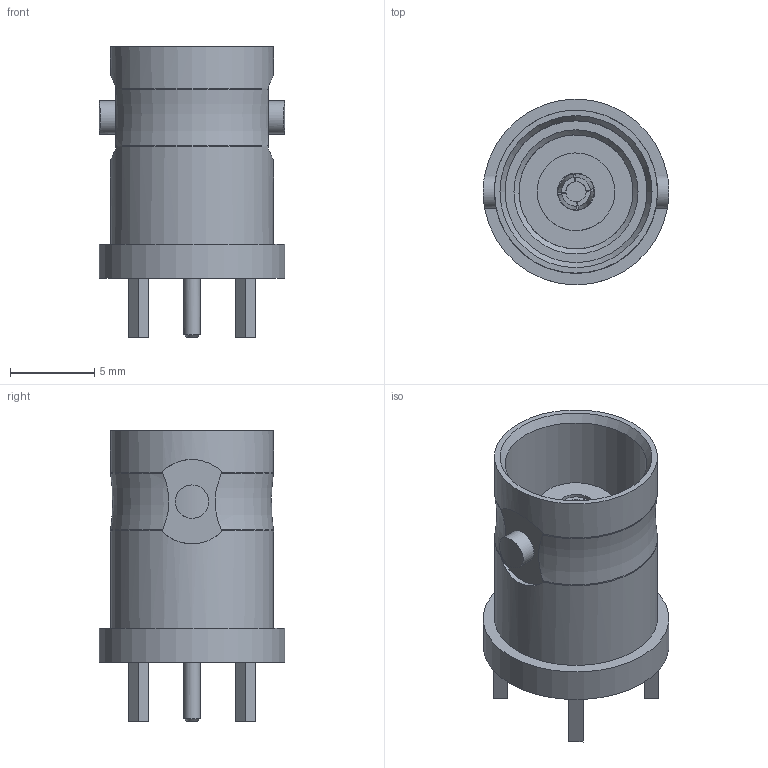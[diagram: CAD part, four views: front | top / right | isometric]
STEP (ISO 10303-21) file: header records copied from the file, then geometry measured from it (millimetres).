
FILE_DESCRIPTION(/* description */ ('Unknown'),/* implementation_level */ '2;1');
FILE_NAME(/* name */ '60712002241506',/* time_stamp */ '2024-08-06T14:15:40+02:00',/* author */ ('Unknown'),/* organization */ ('Unknown'),/* preprocessor_version */ 'ST-DEVELOPER v19.4',/* originating_system */ 'Solid Edge',/* authorisation */ 'Unknown');
FILE_SCHEMA (('AUTOMOTIVE_DESIGN {1 0 10303 214 3 1 1}'));
Length unit declared in the file: millimetre
Products named in the file (1): 60712002241506
Bounding box: 11 x 11 x 17.2 mm (x, y, z)
Volume: 655 mm3; surface area: 1087.2 mm2
Topology: 1 solids, 1 shells, 80 faces, 184 edges, 120 vertices
Faces by surface type: plane 44, cylinder 22, cone 8, torus 6
Full cylindrical faces by diameter (mm): 0.95 x1, 1.98 x2, 2.1 x1, 2.2 x1, 4.4 x1, 4.6 x1, 6.75 x1, 8.4 x1, 9.65 x2, 11 x1
Entity records: 2757 total; most frequent: CARTESIAN_POINT 455, DIRECTION 360, ORIENTED_EDGE 322, EDGE_CURVE 161, AXIS2_PLACEMENT_3D 144, VERTEX_POINT 113, EDGE_LOOP 110, FACE_BOUND 110
